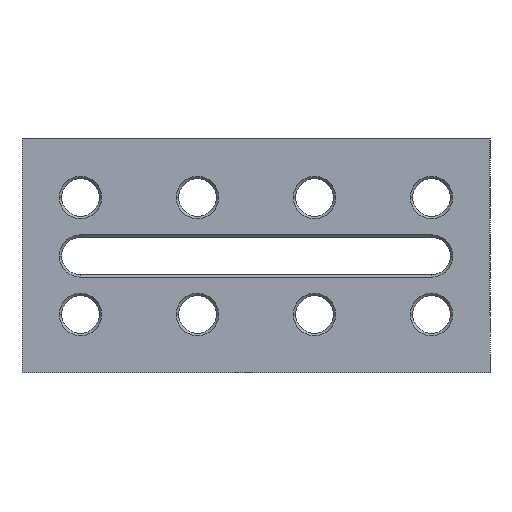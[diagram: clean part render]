
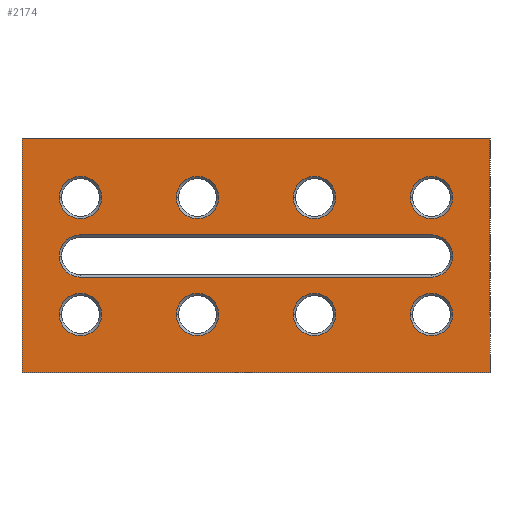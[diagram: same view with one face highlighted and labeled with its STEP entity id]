
A CAD part, left-side view. The second image highlights one B-rep face of the part: STEP entity #2174.
In plain terms, the highlighted planar face has unit normal (-1, 0, 0).
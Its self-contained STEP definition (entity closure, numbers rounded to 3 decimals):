
#2174=ADVANCED_FACE('',(#4748,#4749,#4750,#4751,#4752,#4753,#4754,#4755,#4756,#4757),#4758,.T.);
#4748=FACE_BOUND('',#7721,.T.);
#4749=FACE_BOUND('',#7722,.T.);
#4750=FACE_BOUND('',#7723,.T.);
#4751=FACE_BOUND('',#7724,.T.);
#4752=FACE_BOUND('',#7725,.T.);
#4753=FACE_BOUND('',#7726,.T.);
#4754=FACE_BOUND('',#7727,.T.);
#4755=FACE_BOUND('',#7728,.T.);
#4756=FACE_BOUND('',#7729,.T.);
#4757=FACE_OUTER_BOUND('',#7730,.T.);
#4758=PLANE('',#7731);
#7721=EDGE_LOOP('',(#13975,#13976));
#7722=EDGE_LOOP('',(#13977,#13978));
#7723=EDGE_LOOP('',(#13979,#13980));
#7724=EDGE_LOOP('',(#13981,#13982));
#7725=EDGE_LOOP('',(#13983,#13984));
#7726=EDGE_LOOP('',(#13985,#13986));
#7727=EDGE_LOOP('',(#13987,#13988));
#7728=EDGE_LOOP('',(#13989,#13990));
#7729=EDGE_LOOP('',(#13991,#13992,#13993,#13994,#13995,#13996));
#7730=EDGE_LOOP('',(#13997,#13998,#13999,#14000));
#7731=AXIS2_PLACEMENT_3D('',#14001,#14002,#14003);
#13975=ORIENTED_EDGE('',*,*,#18356,.T.);
#13976=ORIENTED_EDGE('',*,*,#18884,.T.);
#13977=ORIENTED_EDGE('',*,*,#17066,.T.);
#13978=ORIENTED_EDGE('',*,*,#18017,.T.);
#13979=ORIENTED_EDGE('',*,*,#18885,.T.);
#13980=ORIENTED_EDGE('',*,*,#16671,.T.);
#13981=ORIENTED_EDGE('',*,*,#16906,.T.);
#13982=ORIENTED_EDGE('',*,*,#18886,.T.);
#13983=ORIENTED_EDGE('',*,*,#17729,.T.);
#13984=ORIENTED_EDGE('',*,*,#18887,.T.);
#13985=ORIENTED_EDGE('',*,*,#18888,.T.);
#13986=ORIENTED_EDGE('',*,*,#18889,.T.);
#13987=ORIENTED_EDGE('',*,*,#18890,.T.);
#13988=ORIENTED_EDGE('',*,*,#18891,.T.);
#13989=ORIENTED_EDGE('',*,*,#18892,.T.);
#13990=ORIENTED_EDGE('',*,*,#18893,.T.);
#13991=ORIENTED_EDGE('',*,*,#17910,.T.);
#13992=ORIENTED_EDGE('',*,*,#18894,.T.);
#13993=ORIENTED_EDGE('',*,*,#18580,.T.);
#13994=ORIENTED_EDGE('',*,*,#17629,.T.);
#13995=ORIENTED_EDGE('',*,*,#17560,.T.);
#13996=ORIENTED_EDGE('',*,*,#18542,.T.);
#13997=ORIENTED_EDGE('',*,*,#17145,.T.);
#13998=ORIENTED_EDGE('',*,*,#18895,.F.);
#13999=ORIENTED_EDGE('',*,*,#18896,.T.);
#14000=ORIENTED_EDGE('',*,*,#18688,.F.);
#14001=CARTESIAN_POINT('',(0.0,0.,0.0));
#14002=DIRECTION('',(-1.0,0.,0.0));
#14003=DIRECTION('',(0.0,0.0,1.0));
#16671=EDGE_CURVE('',#19849,#19853,#19855,.T.);
#16906=EDGE_CURVE('',#20256,#20254,#20257,.T.);
#17066=EDGE_CURVE('',#20528,#20526,#20529,.T.);
#17145=EDGE_CURVE('',#20672,#20670,#20673,.T.);
#17560=EDGE_CURVE('',#21324,#21328,#21330,.T.);
#17629=EDGE_CURVE('',#21422,#21324,#21423,.T.);
#17729=EDGE_CURVE('',#21575,#21573,#21576,.T.);
#17910=EDGE_CURVE('',#21819,#21817,#21820,.T.);
#18017=EDGE_CURVE('',#20526,#20528,#21952,.T.);
#18356=EDGE_CURVE('',#22391,#22389,#22392,.T.);
#18542=EDGE_CURVE('',#21328,#21819,#22626,.T.);
#18580=EDGE_CURVE('',#22676,#21422,#22677,.T.);
#18688=EDGE_CURVE('',#20672,#22804,#22805,.T.);
#18884=EDGE_CURVE('',#22389,#22391,#23020,.T.);
#18885=EDGE_CURVE('',#19853,#19849,#23021,.T.);
#18886=EDGE_CURVE('',#20254,#20256,#23022,.T.);
#18887=EDGE_CURVE('',#21573,#21575,#23023,.T.);
#18888=EDGE_CURVE('',#23024,#23025,#23026,.T.);
#18889=EDGE_CURVE('',#23025,#23024,#23027,.T.);
#18890=EDGE_CURVE('',#23028,#23029,#23030,.T.);
#18891=EDGE_CURVE('',#23029,#23028,#23031,.T.);
#18892=EDGE_CURVE('',#23032,#23033,#23034,.T.);
#18893=EDGE_CURVE('',#23033,#23032,#23035,.T.);
#18894=EDGE_CURVE('',#21817,#22676,#23036,.T.);
#18895=EDGE_CURVE('',#23037,#20670,#23038,.T.);
#18896=EDGE_CURVE('',#23037,#22804,#23039,.T.);
#19849=VERTEX_POINT('',#24127);
#19853=VERTEX_POINT('',#24132);
#19855=CIRCLE('',#24135,9.04);
#20254=VERTEX_POINT('',#24626);
#20256=VERTEX_POINT('',#24629);
#20257=CIRCLE('',#24630,9.04);
#20526=VERTEX_POINT('',#24960);
#20528=VERTEX_POINT('',#24963);
#20529=CIRCLE('',#24964,9.04);
#20670=VERTEX_POINT('',#25109);
#20672=VERTEX_POINT('',#25112);
#20673=LINE('',#25113,#25114);
#21324=VERTEX_POINT('',#25906);
#21328=VERTEX_POINT('',#25911);
#21330=CIRCLE('',#25914,9.04);
#21422=VERTEX_POINT('',#26032);
#21423=CIRCLE('',#26033,9.04);
#21573=VERTEX_POINT('',#26222);
#21575=VERTEX_POINT('',#26225);
#21576=CIRCLE('',#26226,9.04);
#21817=VERTEX_POINT('',#26527);
#21819=VERTEX_POINT('',#26530);
#21820=CIRCLE('',#26531,9.04);
#21952=CIRCLE('',#26697,9.04);
#22389=VERTEX_POINT('',#27239);
#22391=VERTEX_POINT('',#27242);
#22392=CIRCLE('',#27243,9.04);
#22626=LINE('',#27536,#27537);
#22676=VERTEX_POINT('',#27602);
#22677=LINE('',#27603,#27604);
#22804=VERTEX_POINT('',#27761);
#22805=LINE('',#27762,#27763);
#23020=CIRCLE('',#28021,9.04);
#23021=CIRCLE('',#28022,9.04);
#23022=CIRCLE('',#28023,9.04);
#23023=CIRCLE('',#28024,9.04);
#23024=VERTEX_POINT('',#28025);
#23025=VERTEX_POINT('',#28026);
#23026=CIRCLE('',#28027,9.04);
#23027=CIRCLE('',#28028,9.04);
#23028=VERTEX_POINT('',#28029);
#23029=VERTEX_POINT('',#28030);
#23030=CIRCLE('',#28031,9.04);
#23031=CIRCLE('',#28032,9.04);
#23032=VERTEX_POINT('',#28033);
#23033=VERTEX_POINT('',#28034);
#23034=CIRCLE('',#28035,9.04);
#23035=CIRCLE('',#28036,9.04);
#23036=CIRCLE('',#28037,9.04);
#23037=VERTEX_POINT('',#28038);
#23038=LINE('',#28039,#28040);
#23039=LINE('',#28041,#28042);
#24127=CARTESIAN_POINT('',(0.,65.96,-75.0));
#24132=CARTESIAN_POINT('',(0.0,84.04,-75.0));
#24135=AXIS2_PLACEMENT_3D('',#29058,#29059,#29060);
#24626=CARTESIAN_POINT('',(0.,15.96,-75.0));
#24629=CARTESIAN_POINT('',(0.0,34.04,-75.0));
#24630=AXIS2_PLACEMENT_3D('',#29427,#29428,#29429);
#24960=CARTESIAN_POINT('',(0.,115.96,-75.0));
#24963=CARTESIAN_POINT('',(0.,134.04,-75.0));
#24964=AXIS2_PLACEMENT_3D('',#29678,#29679,#29680);
#25109=CARTESIAN_POINT('',(0.0,200.0,0.0));
#25112=CARTESIAN_POINT('',(0.0,0.,0.0));
#25113=CARTESIAN_POINT('',(0.0,0.,0.0));
#25114=VECTOR('',#29899,1.0);
#25906=CARTESIAN_POINT('',(0.,15.96,-50.0));
#25911=CARTESIAN_POINT('',(0.0,25.0,-59.04));
#25914=AXIS2_PLACEMENT_3D('',#30610,#30611,#30612);
#26032=CARTESIAN_POINT('',(0.0,25.0,-40.96));
#26033=AXIS2_PLACEMENT_3D('',#30711,#30712,#30713);
#26222=CARTESIAN_POINT('',(0.,165.96,-25.0));
#26225=CARTESIAN_POINT('',(0.,184.04,-25.0));
#26226=AXIS2_PLACEMENT_3D('',#30862,#30863,#30864);
#26527=CARTESIAN_POINT('',(0.,184.04,-50.0));
#26530=CARTESIAN_POINT('',(0.,175.0,-59.04));
#26531=AXIS2_PLACEMENT_3D('',#31136,#31137,#31138);
#26697=AXIS2_PLACEMENT_3D('',#31296,#31297,#31298);
#27239=CARTESIAN_POINT('',(0.,165.96,-75.0));
#27242=CARTESIAN_POINT('',(0.,184.04,-75.0));
#27243=AXIS2_PLACEMENT_3D('',#31825,#31826,#31827);
#27536=CARTESIAN_POINT('',(0.,187.5,-59.04));
#27537=VECTOR('',#32073,1.0);
#27602=CARTESIAN_POINT('',(0.,175.0,-40.96));
#27603=CARTESIAN_POINT('',(0.0,112.5,-40.96));
#27604=VECTOR('',#32119,1.0);
#27761=CARTESIAN_POINT('',(0.0,0.,-100.0));
#27762=CARTESIAN_POINT('',(0.0,0.,-12.0));
#27763=VECTOR('',#32285,1.0);
#28021=AXIS2_PLACEMENT_3D('',#32533,#32534,#32535);
#28022=AXIS2_PLACEMENT_3D('',#32536,#32537,#32538);
#28023=AXIS2_PLACEMENT_3D('',#32539,#32540,#32541);
#28024=AXIS2_PLACEMENT_3D('',#32542,#32543,#32544);
#28025=CARTESIAN_POINT('',(0.,134.04,-25.0));
#28026=CARTESIAN_POINT('',(0.,115.96,-25.0));
#28027=AXIS2_PLACEMENT_3D('',#32545,#32546,#32547);
#28028=AXIS2_PLACEMENT_3D('',#32548,#32549,#32550);
#28029=CARTESIAN_POINT('',(0.0,84.04,-25.0));
#28030=CARTESIAN_POINT('',(0.,65.96,-25.0));
#28031=AXIS2_PLACEMENT_3D('',#32551,#32552,#32553);
#28032=AXIS2_PLACEMENT_3D('',#32554,#32555,#32556);
#28033=CARTESIAN_POINT('',(0.0,34.04,-25.0));
#28034=CARTESIAN_POINT('',(0.,15.96,-25.0));
#28035=AXIS2_PLACEMENT_3D('',#32557,#32558,#32559);
#28036=AXIS2_PLACEMENT_3D('',#32560,#32561,#32562);
#28037=AXIS2_PLACEMENT_3D('',#32563,#32564,#32565);
#28038=CARTESIAN_POINT('',(0.,200.0,-100.0));
#28039=CARTESIAN_POINT('',(0.0,200.0,-12.0));
#28040=VECTOR('',#32566,1.0);
#28041=CARTESIAN_POINT('',(0.,200.0,-100.0));
#28042=VECTOR('',#32567,1.0);
#29058=CARTESIAN_POINT('',(0.0,75.0,-75.0));
#29059=DIRECTION('',(1.0,0.,0.0));
#29060=DIRECTION('',(0.,-1.0,0.0));
#29427=CARTESIAN_POINT('',(0.0,25.0,-75.0));
#29428=DIRECTION('',(1.0,0.,0.0));
#29429=DIRECTION('',(0.,-1.0,0.0));
#29678=CARTESIAN_POINT('',(0.,125.0,-75.0));
#29679=DIRECTION('',(1.0,0.,0.0));
#29680=DIRECTION('',(0.,-1.0,0.0));
#29899=DIRECTION('',(0.,1.0,0.0));
#30610=CARTESIAN_POINT('',(0.0,25.0,-50.0));
#30611=DIRECTION('',(1.0,0.,0.0));
#30612=DIRECTION('',(0.,-1.0,0.0));
#30711=CARTESIAN_POINT('',(0.0,25.0,-50.0));
#30712=DIRECTION('',(1.0,0.,0.0));
#30713=DIRECTION('',(0.,-1.0,0.0));
#30862=CARTESIAN_POINT('',(0.,175.0,-25.0));
#30863=DIRECTION('',(1.0,0.,0.0));
#30864=DIRECTION('',(0.,-1.0,0.0));
#31136=CARTESIAN_POINT('',(0.,175.0,-50.0));
#31137=DIRECTION('',(1.0,0.,0.0));
#31138=DIRECTION('',(0.,1.0,0.0));
#31296=CARTESIAN_POINT('',(0.,125.0,-75.0));
#31297=DIRECTION('',(1.0,0.,0.0));
#31298=DIRECTION('',(0.,-1.0,0.0));
#31825=CARTESIAN_POINT('',(0.,175.0,-75.0));
#31826=DIRECTION('',(1.0,0.,0.0));
#31827=DIRECTION('',(0.,-1.0,0.0));
#32073=DIRECTION('',(0.,1.0,0.0));
#32119=DIRECTION('',(0.,-1.0,0.0));
#32285=DIRECTION('',(0.0,0.0,-1.0));
#32533=CARTESIAN_POINT('',(0.,175.0,-75.0));
#32534=DIRECTION('',(1.0,0.,0.0));
#32535=DIRECTION('',(0.,-1.0,0.0));
#32536=CARTESIAN_POINT('',(0.0,75.0,-75.0));
#32537=DIRECTION('',(1.0,0.,0.0));
#32538=DIRECTION('',(0.,-1.0,0.0));
#32539=CARTESIAN_POINT('',(0.0,25.0,-75.0));
#32540=DIRECTION('',(1.0,0.,0.0));
#32541=DIRECTION('',(0.,-1.0,0.0));
#32542=CARTESIAN_POINT('',(0.,175.0,-25.0));
#32543=DIRECTION('',(1.0,0.,0.0));
#32544=DIRECTION('',(0.,-1.0,0.0));
#32545=CARTESIAN_POINT('',(0.,125.0,-25.0));
#32546=DIRECTION('',(1.0,0.,0.0));
#32547=DIRECTION('',(0.,-1.0,0.0));
#32548=CARTESIAN_POINT('',(0.,125.0,-25.0));
#32549=DIRECTION('',(1.0,0.,0.0));
#32550=DIRECTION('',(0.,-1.0,0.0));
#32551=CARTESIAN_POINT('',(0.0,75.0,-25.0));
#32552=DIRECTION('',(1.0,0.,0.0));
#32553=DIRECTION('',(0.,-1.0,0.0));
#32554=CARTESIAN_POINT('',(0.0,75.0,-25.0));
#32555=DIRECTION('',(1.0,0.,0.0));
#32556=DIRECTION('',(0.,-1.0,0.0));
#32557=CARTESIAN_POINT('',(0.0,25.0,-25.0));
#32558=DIRECTION('',(1.0,0.,0.0));
#32559=DIRECTION('',(0.,-1.0,0.0));
#32560=CARTESIAN_POINT('',(0.0,25.0,-25.0));
#32561=DIRECTION('',(1.0,0.,0.0));
#32562=DIRECTION('',(0.,-1.0,0.0));
#32563=CARTESIAN_POINT('',(0.,175.0,-50.0));
#32564=DIRECTION('',(1.0,0.,0.0));
#32565=DIRECTION('',(0.,1.0,0.0));
#32566=DIRECTION('',(0.0,0.0,1.0));
#32567=DIRECTION('',(0.,-1.0,0.0));
